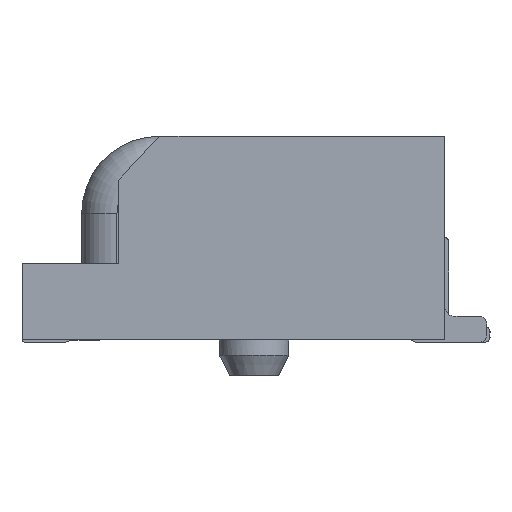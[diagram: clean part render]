
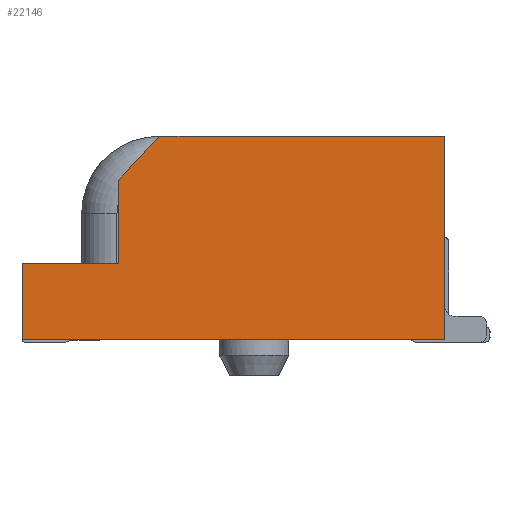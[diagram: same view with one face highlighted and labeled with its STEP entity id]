
A CAD part, front view. The second image highlights one B-rep face of the part: STEP entity #22146.
In plain terms, the highlighted face is planar.
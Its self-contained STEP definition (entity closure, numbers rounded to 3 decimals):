
#1557=FACE_OUTER_BOUND('',#2728,.T.);
#2728=EDGE_LOOP('',(#15482,#15483,#15484,#15485,#15486,#15487,#15488));
#3832=LINE('',#32119,#6305);
#4023=LINE('',#32502,#6496);
#4143=LINE('',#32757,#6616);
#4370=LINE('',#33211,#6843);
#4374=LINE('',#33218,#6847);
#4603=LINE('',#33678,#7076);
#4608=LINE('',#33687,#7081);
#6305=VECTOR('',#25397,1.);
#6496=VECTOR('',#25642,1.);
#6616=VECTOR('',#25784,1.);
#6843=VECTOR('',#26075,1.);
#6847=VECTOR('',#26081,1.);
#7076=VECTOR('',#26328,1.);
#7081=VECTOR('',#26339,1.);
#8778=VERTEX_POINT('',#32116);
#8779=VERTEX_POINT('',#32118);
#8944=VERTEX_POINT('',#32501);
#9068=VERTEX_POINT('',#32756);
#9263=VERTEX_POINT('',#33210);
#9265=VERTEX_POINT('',#33217);
#9487=VERTEX_POINT('',#33677);
#11054=EDGE_CURVE('',#8779,#8778,#3832,.T.);
#11259=EDGE_CURVE('',#8944,#8779,#4023,.T.);
#11387=EDGE_CURVE('',#9068,#8944,#4143,.T.);
#11628=EDGE_CURVE('',#9263,#9068,#4370,.T.);
#11632=EDGE_CURVE('',#9265,#9263,#4374,.T.);
#11861=EDGE_CURVE('',#9487,#9265,#4603,.T.);
#11866=EDGE_CURVE('',#8778,#9487,#4608,.T.);
#15482=ORIENTED_EDGE('',*,*,#11054,.T.);
#15483=ORIENTED_EDGE('',*,*,#11866,.T.);
#15484=ORIENTED_EDGE('',*,*,#11861,.T.);
#15485=ORIENTED_EDGE('',*,*,#11632,.T.);
#15486=ORIENTED_EDGE('',*,*,#11628,.T.);
#15487=ORIENTED_EDGE('',*,*,#11387,.T.);
#15488=ORIENTED_EDGE('',*,*,#11259,.T.);
#21425=PLANE('',#23344);
#22146=ADVANCED_FACE('',(#1557),#21425,.T.);
#23344=AXIS2_PLACEMENT_3D('',#33689,#26342,#26343);
#25397=DIRECTION('',(0.,0.,1.));
#25642=DIRECTION('',(0.,1.,0.));
#25784=DIRECTION('',(0.,0.,-1.));
#26075=DIRECTION('',(0.,-1.,0.));
#26081=DIRECTION('',(0.,0.,1.));
#26328=DIRECTION('',(0.,-1.,0.));
#26339=DIRECTION('',(0.,-0.737,0.676));
#26342=DIRECTION('center_axis',(1.,0.,0.));
#26343=DIRECTION('ref_axis',(0.,0.,-1.));
#32116=CARTESIAN_POINT('',(14.95,1.95,-2.65));
#32118=CARTESIAN_POINT('',(14.95,1.95,-8.2));
#32119=CARTESIAN_POINT('',(14.95,1.95,-8.2));
#32501=CARTESIAN_POINT('',(14.95,-2.,-8.2));
#32502=CARTESIAN_POINT('',(14.95,-2.,-8.2));
#32756=CARTESIAN_POINT('',(14.95,-2.,0.));
#32757=CARTESIAN_POINT('',(14.95,-2.,0.));
#33210=CARTESIAN_POINT('',(14.95,-0.53,0.));
#33211=CARTESIAN_POINT('',(14.95,-0.53,0.));
#33217=CARTESIAN_POINT('',(14.95,-0.53,-1.87));
#33218=CARTESIAN_POINT('',(14.95,-0.53,-1.87));
#33677=CARTESIAN_POINT('',(14.95,1.1,-1.87));
#33678=CARTESIAN_POINT('',(14.95,1.1,-1.87));
#33687=CARTESIAN_POINT('',(14.95,1.95,-2.65));
#33689=CARTESIAN_POINT('Origin',(14.95,0.,0.));
